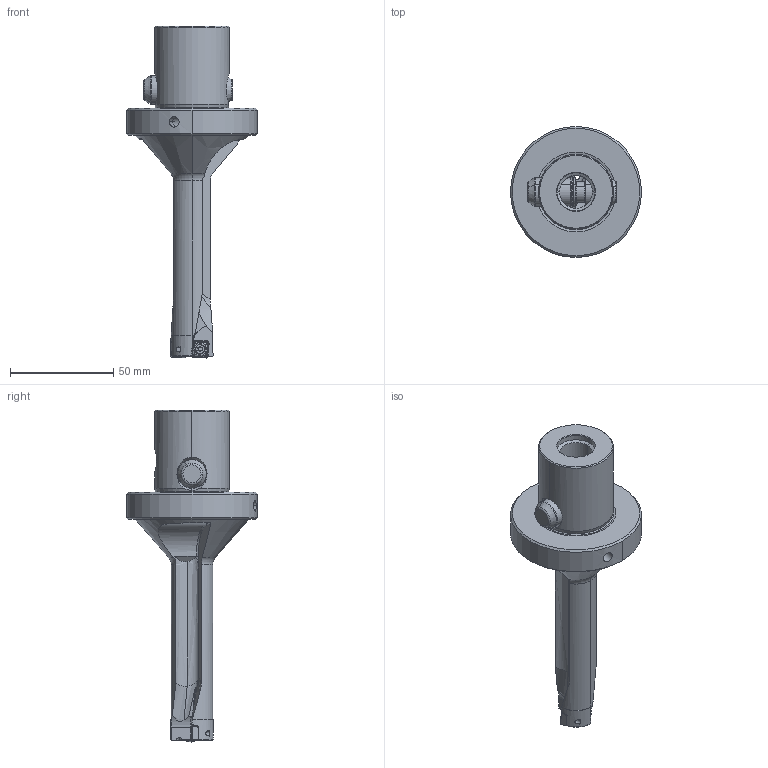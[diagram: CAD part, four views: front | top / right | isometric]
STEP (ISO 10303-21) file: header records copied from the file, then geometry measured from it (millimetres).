
FILE_DESCRIPTION(('no description'),'unknown implementation level');
FILE_NAME('8B4C518C-4149-4B14-8454-24C74095065D_export.stp',' ',('CIMSOURCE GmbH'),('CADClick - KiM GmbH - www.kimweb.de'),'unknown preprocess','ACIS','unknown authorization');
FILE_SCHEMA(('automotive_design'));
Length unit declared in the file: millimetre
Products named in the file (9): 337.421 Kaiser WB 21-84 X CKS6|694.130 Kaiser ETL M3 X 6 T7 IP 10S_Standard;NONE; 337.421 Kaiser WB 21-84 X CKS6|337.421 Kaiser WB 21-84 X CKS6_337.421-4;NONE; 337.421 Kaiser WB 21-84 X CKS6|337.421 Kaiser WB 21-84 X CKS6_337.421-3;NONE; 337.421 Kaiser WB 21-84 X CKS6|337.421 Kaiser WB 21-84 X CKS6_337.421-2;NONE; 337.421 Kaiser WB 21-84 X CKS6|337.421 Kaiser WB 21-84 X CKS6_337.421-1;NONE; 337.421 Kaiser WB 21-84 X CKS6|337.421 Kaiser WB 21-84 X CKS6_337.421;NONE; 337.421 Kaiser WB 21-84 X CKS6|691.506 Kaiser ETL D14 X 43K_Standard|691.526 Mitnehmerbolzen_Standard;NONE; 337.421 Kaiser WB 21-84 X CKS6|691.506 Kaiser ETL D14 X 43K_Standard|693.305 Sprengring_Standard;NONE
Bounding box: 63.5 x 63.5 x 161 mm (x, y, z)
Volume: 105530.2 mm3; surface area: 29333.2 mm2
Topology: 9 solids, 9 shells, 475 faces, 1192 edges, 738 vertices
Faces by surface type: cylinder 197, plane 149, torus 61, cone 59, bspline 9
Entity records: 30484 total; most frequent: CARTESIAN_POINT 5557, DIRECTION 2419, STYLED_ITEM 2412, PRESENTATION_STYLE_ASSIGNMENT 2412, COLOUR_RGB 2412, ORIENTED_EDGE 2380, EDGE_CURVE 1190, CURVE_STYLE 1190
